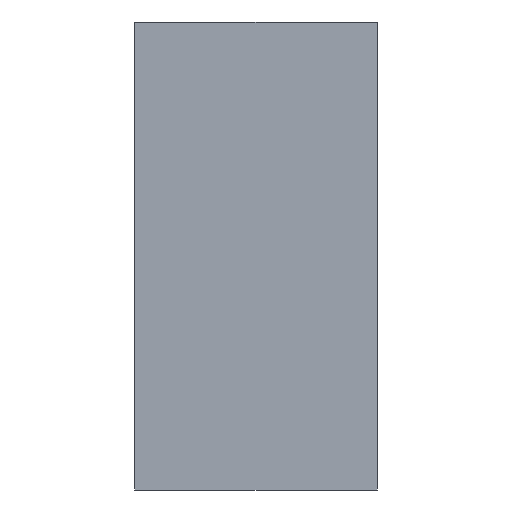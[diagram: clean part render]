
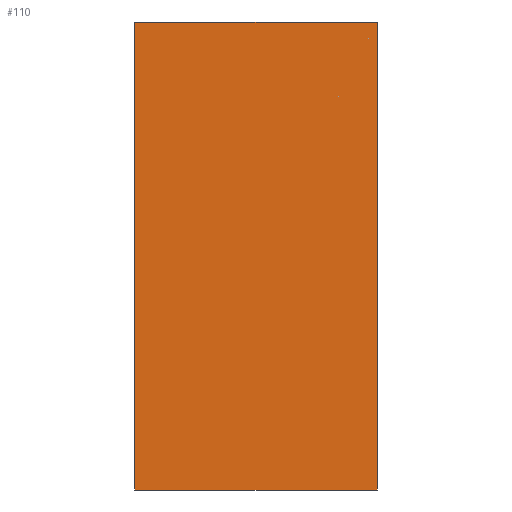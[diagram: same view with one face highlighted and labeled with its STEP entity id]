
A CAD part, front view. The second image highlights one B-rep face of the part: STEP entity #110.
In plain terms, the highlighted planar face has unit normal (0, -1, 0).
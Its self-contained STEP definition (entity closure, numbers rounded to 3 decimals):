
#32 = CARTESIAN_POINT ( 'NONE',  ( 22.5, -5.614, -39.029 ) ) ;
#54 = CARTESIAN_POINT ( 'NONE',  ( -22.5, -5.614, -39.029 ) ) ;
#65 = LINE ( 'NONE', #119, #121 ) ;
#75 = LINE ( 'NONE', #264, #296 ) ;
#83 = EDGE_CURVE ( 'NONE', #240, #131, #75, .T. ) ;
#85 = DIRECTION ( 'NONE',  ( -1., 0., 0. ) ) ;
#86 = ORIENTED_EDGE ( 'NONE', *, *, #149, .F. ) ;
#87 = CARTESIAN_POINT ( 'NONE',  ( 22.5, -5.614, 47.971 ) ) ;
#89 = LINE ( 'NONE', #233, #259 ) ;
#90 = AXIS2_PLACEMENT_3D ( 'NONE', #124, #96, #190 ) ;
#96 = DIRECTION ( 'NONE',  ( 0., 1., 0. ) ) ;
#99 = VERTEX_POINT ( 'NONE', #54 ) ;
#110 = ADVANCED_FACE ( 'NONE', ( #238 ), #172, .F. ) ;
#118 = VERTEX_POINT ( 'NONE', #148 ) ;
#119 = CARTESIAN_POINT ( 'NONE',  ( 22.5, -5.614, -39.029 ) ) ;
#121 = VECTOR ( 'NONE', #85, 1000. ) ;
#124 = CARTESIAN_POINT ( 'NONE',  ( 22.5, -5.614, 47.971 ) ) ;
#131 = VERTEX_POINT ( 'NONE', #32 ) ;
#133 = ORIENTED_EDGE ( 'NONE', *, *, #187, .T. ) ;
#135 = ORIENTED_EDGE ( 'NONE', *, *, #83, .F. ) ;
#136 = DIRECTION ( 'NONE',  ( 0., 0., -1. ) ) ;
#148 = CARTESIAN_POINT ( 'NONE',  ( -22.5, -5.614, 47.971 ) ) ;
#149 = EDGE_CURVE ( 'NONE', #131, #99, #65, .T. ) ;
#172 = PLANE ( 'NONE',  #90 ) ;
#177 = EDGE_LOOP ( 'NONE', ( #133, #86, #135, #192 ) ) ;
#187 = EDGE_CURVE ( 'NONE', #118, #99, #89, .T. ) ;
#188 = CARTESIAN_POINT ( 'NONE',  ( 22.5, -5.614, 47.971 ) ) ;
#190 = DIRECTION ( 'NONE',  ( 0., 0., 1. ) ) ;
#192 = ORIENTED_EDGE ( 'NONE', *, *, #261, .T. ) ;
#232 = LINE ( 'NONE', #87, #275 ) ;
#233 = CARTESIAN_POINT ( 'NONE',  ( -22.5, -5.614, 47.971 ) ) ;
#238 = FACE_OUTER_BOUND ( 'NONE', #177, .T. ) ;
#240 = VERTEX_POINT ( 'NONE', #188 ) ;
#241 = DIRECTION ( 'NONE',  ( 0., 0., -1. ) ) ;
#259 = VECTOR ( 'NONE', #136, 1000. ) ;
#261 = EDGE_CURVE ( 'NONE', #240, #118, #232, .T. ) ;
#264 = CARTESIAN_POINT ( 'NONE',  ( 22.5, -5.614, 47.971 ) ) ;
#275 = VECTOR ( 'NONE', #282, 1000. ) ;
#282 = DIRECTION ( 'NONE',  ( -1., 0., 0. ) ) ;
#296 = VECTOR ( 'NONE', #241, 1000. ) ;
